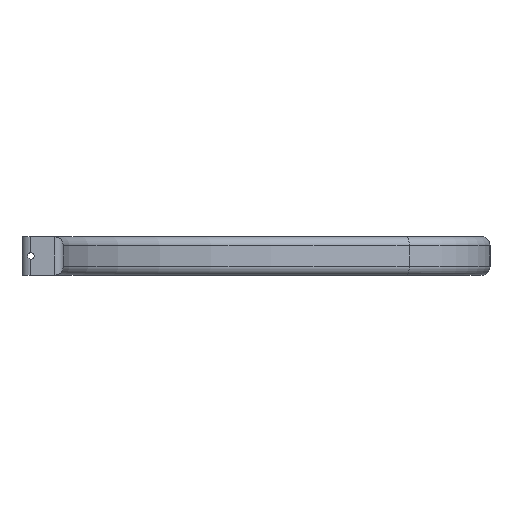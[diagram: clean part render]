
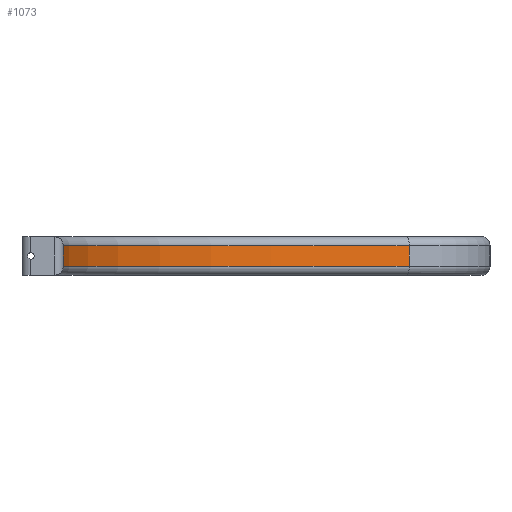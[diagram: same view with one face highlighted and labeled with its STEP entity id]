
A CAD part, left-side view. The second image highlights one B-rep face of the part: STEP entity #1073.
In plain terms, the highlighted cylindrical face has radius 362.426 mm (diameter 724.852 mm), a partial arc.
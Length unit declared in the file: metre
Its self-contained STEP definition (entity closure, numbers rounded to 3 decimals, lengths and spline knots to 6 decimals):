
#54=CYLINDRICAL_SURFACE('',#1182,0.362426);
#112=CIRCLE('',#1183,0.362426);
#113=CIRCLE('',#1184,0.362426);
#251=ORIENTED_EDGE('',*,*,#568,.T.);
#252=ORIENTED_EDGE('',*,*,#570,.T.);
#253=ORIENTED_EDGE('',*,*,#571,.F.);
#254=ORIENTED_EDGE('',*,*,#572,.T.);
#568=EDGE_CURVE('',#722,#721,#804,.T.);
#570=EDGE_CURVE('',#721,#723,#112,.F.);
#571=EDGE_CURVE('',#724,#723,#806,.T.);
#572=EDGE_CURVE('',#724,#722,#113,.T.);
#721=VERTEX_POINT('',#1818);
#722=VERTEX_POINT('',#1820);
#723=VERTEX_POINT('',#1824);
#724=VERTEX_POINT('',#1826);
#804=LINE('',#1819,#882);
#806=LINE('',#1825,#884);
#882=VECTOR('',#1429,1.);
#884=VECTOR('',#1435,1.);
#921=EDGE_LOOP('',(#251,#252,#253,#254));
#989=FACE_BOUND('',#921,.T.);
#1073=ADVANCED_FACE('',(#989),#54,.F.);
#1182=AXIS2_PLACEMENT_3D('',#1822,#1431,#1432);
#1183=AXIS2_PLACEMENT_3D('',#1823,#1433,#1434);
#1184=AXIS2_PLACEMENT_3D('',#1827,#1436,#1437);
#1429=DIRECTION('',(0.,0.,-1.));
#1431=DIRECTION('',(0.,0.,-1.));
#1432=DIRECTION('',(-1.,0.,0.));
#1433=DIRECTION('',(0.,0.,1.));
#1434=DIRECTION('',(1.,0.,0.));
#1435=DIRECTION('',(0.,0.,-1.));
#1436=DIRECTION('',(0.,0.,1.));
#1437=DIRECTION('',(1.,0.,0.));
#1818=CARTESIAN_POINT('',(0.034324,0.955499,0.007));
#1819=CARTESIAN_POINT('',(0.034324,0.955499,0.03));
#1820=CARTESIAN_POINT('',(0.034324,0.955499,0.023));
#1822=CARTESIAN_POINT('',(0.034324,0.593073,0.03));
#1823=CARTESIAN_POINT('',(0.034324,0.593073,0.007));
#1824=CARTESIAN_POINT('',(0.384013,0.688308,0.007));
#1825=CARTESIAN_POINT('',(0.384013,0.688308,0.03));
#1826=CARTESIAN_POINT('',(0.384013,0.688308,0.023));
#1827=CARTESIAN_POINT('',(0.034324,0.593073,0.023));
